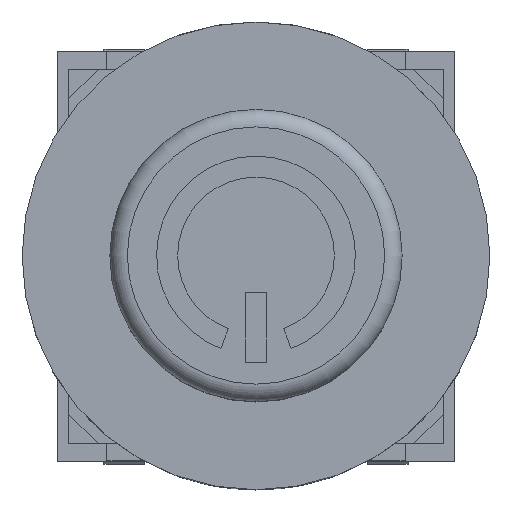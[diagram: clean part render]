
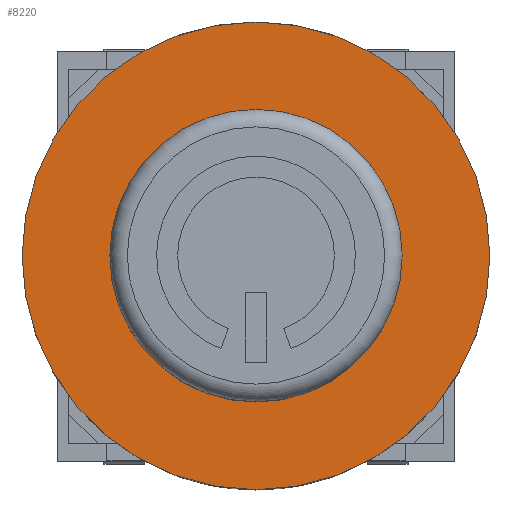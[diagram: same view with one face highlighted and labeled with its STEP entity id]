
A CAD part, top view. The second image highlights one B-rep face of the part: STEP entity #8220.
In plain terms, the highlighted planar face has unit normal (0, 0, 1).
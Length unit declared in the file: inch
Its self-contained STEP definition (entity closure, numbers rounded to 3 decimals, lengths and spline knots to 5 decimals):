
#7709=CARTESIAN_POINT('',(0.,-0.09843,0.2874));
#7710=VERTEX_POINT('',#7709);
#7711=CARTESIAN_POINT('',(0.,0.,0.2874));
#7712=DIRECTION('',(0.0,0.0,1.0));
#7713=DIRECTION('',(0.0,-1.0,0.0));
#7714=AXIS2_PLACEMENT_3D('',#7711,#7712,#7713);
#7715=CIRCLE('',#7714,0.09843);
#7716=EDGE_CURVE('',#7710,#7710,#7715,.T.);
#8182=CARTESIAN_POINT('',(0.,-0.15748,0.2874));
#8183=VERTEX_POINT('',#8182);
#8184=CARTESIAN_POINT('',(0.,0.,0.2874));
#8185=DIRECTION('',(0.0,0.0,1.0));
#8186=DIRECTION('',(0.0,-1.0,0.0));
#8187=AXIS2_PLACEMENT_3D('',#8184,#8185,#8186);
#8188=CIRCLE('',#8187,0.15748);
#8189=EDGE_CURVE('',#8183,#8183,#8188,.T.);
#8209=CARTESIAN_POINT('',(-0.17323,-0.17323,0.2874));
#8210=DIRECTION('',(0.0,0.0,1.0));
#8211=DIRECTION('',(1.0,0.0,0.0));
#8212=AXIS2_PLACEMENT_3D('',#8209,#8210,#8211);
#8213=PLANE('',#8212);
#8214=ORIENTED_EDGE('',*,*,#8189,.T.);
#8215=EDGE_LOOP('',(#8214));
#8216=FACE_OUTER_BOUND('',#8215,.T.);
#8217=ORIENTED_EDGE('',*,*,#7716,.F.);
#8218=EDGE_LOOP('',(#8217));
#8219=FACE_BOUND('',#8218,.T.);
#8220=ADVANCED_FACE('',(#8216,#8219),#8213,.T.);
